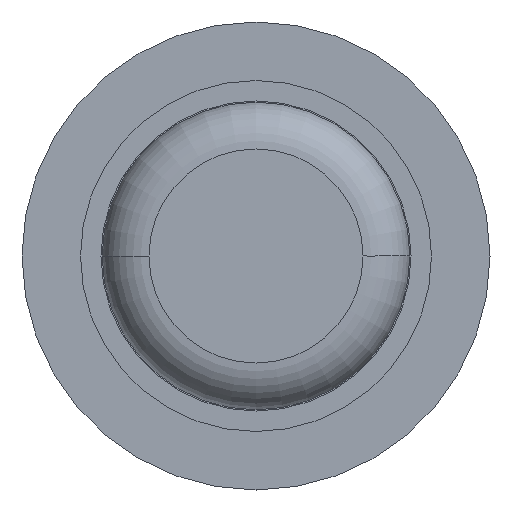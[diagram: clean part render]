
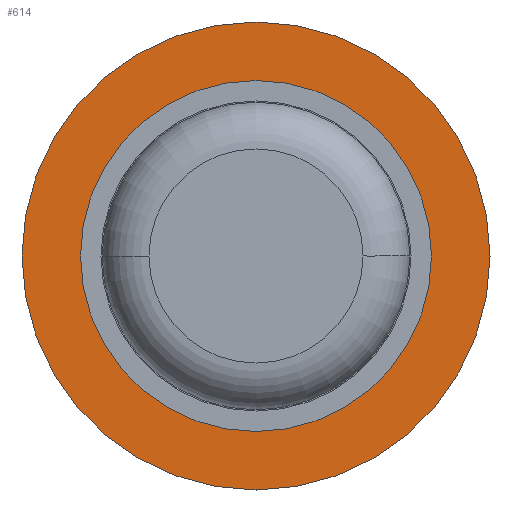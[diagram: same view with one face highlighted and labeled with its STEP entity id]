
A CAD part, front view. The second image highlights one B-rep face of the part: STEP entity #614.
In plain terms, the highlighted planar face has unit normal (0, -1, 0).
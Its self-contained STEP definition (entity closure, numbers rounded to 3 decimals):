
#41 = CIRCLE ( 'NONE', #534, 2. ) ;
#87 = AXIS2_PLACEMENT_3D ( 'NONE', #3345, #2016, #3993 ) ;
#277 = FACE_BOUND ( 'NONE', #2195, .T. ) ;
#289 = CARTESIAN_POINT ( 'NONE',  ( 2., 32.3, 0. ) ) ;
#333 = CARTESIAN_POINT ( 'NONE',  ( 0., 32.3, -2. ) ) ;
#534 = AXIS2_PLACEMENT_3D ( 'NONE', #1192, #3516, #800 ) ;
#614 = ADVANCED_FACE ( 'Defeature ausgef�hrt1_10', ( #1189, #277 ), #4295, .F. ) ;
#634 = DIRECTION ( 'NONE',  ( 0., 0., 1. ) ) ;
#645 = AXIS2_PLACEMENT_3D ( 'NONE', #289, #2642, #634 ) ;
#655 = CARTESIAN_POINT ( 'NONE',  ( 0., 32.3, 2. ) ) ;
#715 = CARTESIAN_POINT ( 'NONE',  ( 0., 32.3, -0.9 ) ) ;
#800 = DIRECTION ( 'NONE',  ( 0., 0., 1. ) ) ;
#858 = CARTESIAN_POINT ( 'NONE',  ( 0., 32.3, 0. ) ) ;
#893 = ORIENTED_EDGE ( 'NONE', *, *, #2845, .F. ) ;
#947 = CIRCLE ( 'NONE', #87, 2. ) ;
#1189 = FACE_OUTER_BOUND ( 'NONE', #4320, .T. ) ;
#1192 = CARTESIAN_POINT ( 'NONE',  ( 0., 32.3, 0. ) ) ;
#1409 = DIRECTION ( 'NONE',  ( 0., 1., 0. ) ) ;
#1417 = CIRCLE ( 'NONE', #2267, 0.9 ) ;
#1595 = VERTEX_POINT ( 'NONE', #2126 ) ;
#2016 = DIRECTION ( 'NONE',  ( 0., 1., 0. ) ) ;
#2126 = CARTESIAN_POINT ( 'NONE',  ( 0., 32.3, 0.9 ) ) ;
#2154 = VERTEX_POINT ( 'NONE', #655 ) ;
#2195 = EDGE_LOOP ( 'NONE', ( #3943, #3263 ) ) ;
#2267 = AXIS2_PLACEMENT_3D ( 'NONE', #858, #2485, #3136 ) ;
#2477 = DIRECTION ( 'NONE',  ( 0., 0., 1. ) ) ;
#2485 = DIRECTION ( 'NONE',  ( 0., 1., 0. ) ) ;
#2642 = DIRECTION ( 'NONE',  ( 0., 1., 0. ) ) ;
#2721 = CIRCLE ( 'NONE', #3615, 0.9 ) ;
#2845 = EDGE_CURVE ( 'Defeature ausgef�hrt1_11+Defeature ausgef�hrt1_10+Defeature ausgef�hrt1_10+Defeature ausgef�hrt1_10', #2154, #4274, #947, .T. ) ;
#3136 = DIRECTION ( 'NONE',  ( 0., 0., 1. ) ) ;
#3263 = ORIENTED_EDGE ( 'NONE', *, *, #3471, .T. ) ;
#3345 = CARTESIAN_POINT ( 'NONE',  ( 0., 32.3, 0. ) ) ;
#3383 = CARTESIAN_POINT ( 'NONE',  ( 0., 32.3, 0. ) ) ;
#3471 = EDGE_CURVE ( 'Defeature ausgef�hrt1_10+Defeature ausgef�hrt1_9+Defeature ausgef�hrt1_9+Defeature ausgef�hrt1_9', #3483, #1595, #2721, .T. ) ;
#3483 = VERTEX_POINT ( 'NONE', #715 ) ;
#3516 = DIRECTION ( 'NONE',  ( 0., 1., 0. ) ) ;
#3615 = AXIS2_PLACEMENT_3D ( 'NONE', #3383, #1409, #2477 ) ;
#3726 = ORIENTED_EDGE ( 'NONE', *, *, #3754, .F. ) ;
#3754 = EDGE_CURVE ( 'Defeature ausgef�hrt1_11+Defeature ausgef�hrt1_10+Defeature ausgef�hrt1_10+Defeature ausgef�hrt1_10', #4274, #2154, #41, .T. ) ;
#3801 = EDGE_CURVE ( 'Defeature ausgef�hrt1_10+Defeature ausgef�hrt1_9+Defeature ausgef�hrt1_9+Defeature ausgef�hrt1_9', #1595, #3483, #1417, .T. ) ;
#3943 = ORIENTED_EDGE ( 'NONE', *, *, #3801, .T. ) ;
#3993 = DIRECTION ( 'NONE',  ( 0., 0., 1. ) ) ;
#4274 = VERTEX_POINT ( 'NONE', #333 ) ;
#4295 = PLANE ( 'NONE',  #645 ) ;
#4320 = EDGE_LOOP ( 'NONE', ( #893, #3726 ) ) ;
